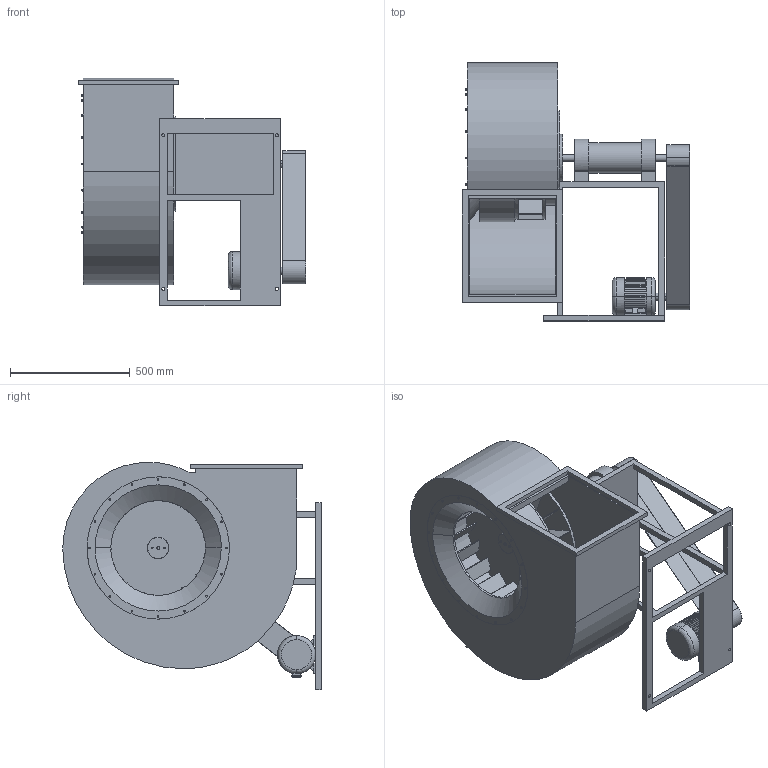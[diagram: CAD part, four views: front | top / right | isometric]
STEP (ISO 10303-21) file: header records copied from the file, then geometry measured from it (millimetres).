
FILE_DESCRIPTION(('FreeCAD Model'),'2;1');
FILE_NAME('Open CASCADE Shape Model','2025-04-29T15:39:40',('FreeCAD'),( 'FreeCAD'),'Open CASCADE STEP processor 7.6','FreeCAD','Unknown');
FILE_SCHEMA(('AUTOMOTIVE_DESIGN { 1 0 10303 214 1 1 1 1 }'));
Length unit declared in the file: millimetre
Products named in the file (1): Open CASCADE STEP translator 7.6 1
Bounding box: 950.32 x 1080.55 x 951.61 mm (x, y, z)
Volume: 60041308.3 mm3; surface area: 8959577.5 mm2
Topology: 6 solids, 6 shells, 933 faces, 2253 edges, 1352 vertices
Faces by surface type: bspline 933
Entity records: 25805 total; most frequent: CARTESIAN_POINT 12582, ORIENTED_EDGE 4506, EDGE_CURVE 2253, B_SPLINE_CURVE_WITH_KNOTS 1596, VERTEX_POINT 1352, FACE_BOUND 1005, EDGE_LOOP 1005, ADVANCED_FACE 933
